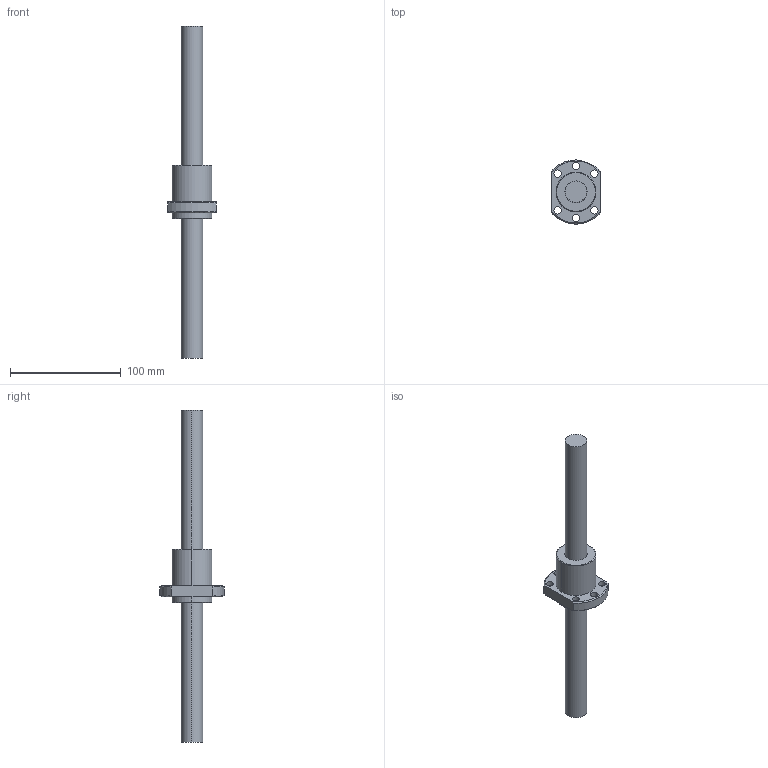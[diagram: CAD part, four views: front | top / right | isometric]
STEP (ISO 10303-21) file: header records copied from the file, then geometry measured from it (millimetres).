
FILE_DESCRIPTION (( 'STEP AP203' ), '1' );
FILE_NAME ('SDK2005.STEP', '2014-07-02T02:58:34', ( 'woni' ), ( '' ), 'SwSTEP 2.0', 'SolidWorks 2013', '' );
FILE_SCHEMA (( 'CONFIG_CONTROL_DESIGN' ));
Length unit declared in the file: millimetre
Products named in the file (3): SDK2005; RM2005
Assembly tree (2 placements, depth 2):
  SDK2005
    RM2005
    SDK2005
Bounding box: 44 x 57.99 x 300 mm (x, y, z)
Volume: 134720.7 mm3; surface area: 33035.5 mm2
Topology: 2 solids, 2 shells, 46 faces, 112 edges, 72 vertices
Faces by surface type: cylinder 27, cone 10, plane 9
Entity records: 1773 total; most frequent: CARTESIAN_POINT 323, DIRECTION 262, ORIENTED_EDGE 224, EDGE_CURVE 112, AXIS2_PLACEMENT_3D 111, VERTEX_POINT 72, EDGE_LOOP 64, CIRCLE 60
